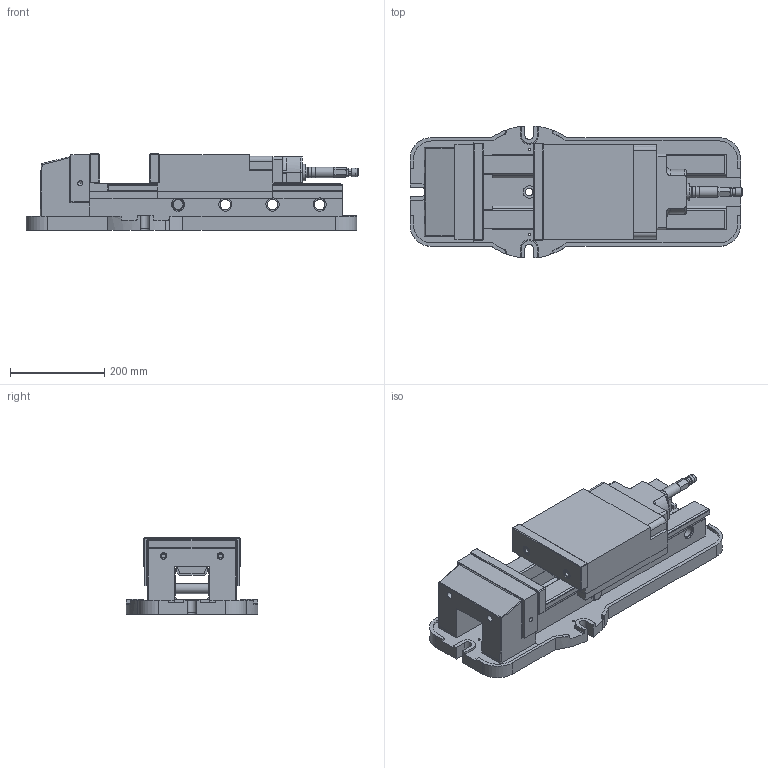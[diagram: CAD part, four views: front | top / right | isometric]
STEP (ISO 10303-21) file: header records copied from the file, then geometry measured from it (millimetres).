
FILE_DESCRIPTION(/* description */ (''),/* implementation_level */ '2;1');
FILE_NAME(/* name */ '3HPP-80.stp',/* time_stamp */ '2015-09-16T08:54:34+08:00',/* author */ ('user'),/* organization */ (''),/* preprocessor_version */ 'ST-DEVELOPER v15.2',/* originating_system */ 'Autodesk Inventor 2014',/* authorisation */ '');
FILE_SCHEMA (('AUTOMOTIVE_DESIGN { 1 0 10303 214 3 1 1 }'));
Length unit declared in the file: millimetre
Products named in the file (17): HP801 - 本座(未鑽孔); HP803 - 鉗口; HP804 - 移動台; HP805押板; HP806 - 軸承蓋; HP807 - 鎖銷; HP809 - 內螺桿(雙線螺紋); HP811 - 子螺桿; HP619 - 押送螺桿停止塊; ANSI B18.3.1M - M10x1.5 x 20(1); ANSI B18.3.1M - M12x1.75 x 25(1); ANSI B18.3.1M - M8x1.25 x 20(1); HP826 - 油注塞活塞; HP825 - 注油栓; HP623 - 油壓切換閥; HP622 - 彈簧調整螺絲; HPP-80
Bounding box: 703 x 279.42 x 163 mm (x, y, z)
Volume: 12003415.4 mm3; surface area: 1155343.9 mm2
Topology: 32 solids, 32 shells, 935 faces, 2236 edges, 1416 vertices
Faces by surface type: plane 507, cylinder 252, cone 119, torus 42, bspline 10, sphere 5
Full cylindrical faces by diameter (mm): 2.459 x2, 2.8 x1, 3.1 x1, 4.15 x1, 4.917 x3, 5 x8, 5.4 x1, 6.8 x10, 7 x2, 8 x11, 8.15 x1, 8.376 x2, 8.6 x2, 8.7 x2, 9 x13, 9.8 x1, 10 x8, 10.2 x2, 10.592 x1, 11 x4, 12 x4, 12.1 x1, 12.3 x1, 12.75 x1, 13 x12, 13.835 x2, 14 x13, 14.5 x1, 15.5 x1, 16 x6
Entity records: 19624 total; most frequent: CARTESIAN_POINT 4128, DIRECTION 3239, ORIENTED_EDGE 2806, EDGE_CURVE 1403, AXIS2_PLACEMENT_3D 1208, VERTEX_POINT 1002, EDGE_LOOP 967, LINE 823
